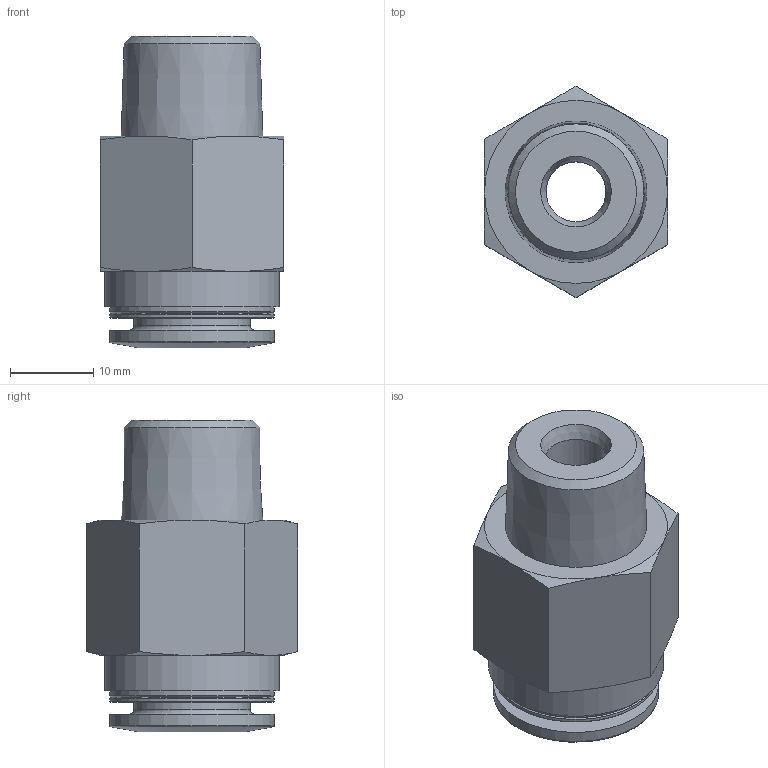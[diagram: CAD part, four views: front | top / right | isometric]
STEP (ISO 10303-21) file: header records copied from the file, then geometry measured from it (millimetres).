
FILE_DESCRIPTION(/* description */ ('STEP AP214'),/* implementation_level */ '2;1');
FILE_NAME(/* name */ '133049_NPQP-D-R38-Q12-FD-P10',/* time_stamp */ '2024-09-13T07:28:32+02:00',/* author */ ('License CC BY-ND 4.0'),/* organization */ ('CADENAS'),/* preprocessor_version */ 'ST-DEVELOPER v19.3',/* originating_system */ 'PARTsolutions',/* authorisation */ ' ');
FILE_SCHEMA (('AUTOMOTIVE_DESIGN {1 0 10303 214 3 1 1}'));
Length unit declared in the file: millimetre
Products named in the file (1): 133049 NPQP-D-R38-Q12-FD-P10
Bounding box: 22 x 25.4 x 37.44 mm (x, y, z)
Volume: 8873.4 mm3; surface area: 4562.9 mm2
Topology: 1 solids, 1 shells, 43 faces, 84 edges, 48 vertices
Faces by surface type: cone 20, plane 13, cylinder 7, torus 3
Full cylindrical faces by diameter (mm): 7.2 x1, 12 x1, 14 x1, 19.8 x3, 21 x1
Entity records: 1050 total; most frequent: CARTESIAN_POINT 230, DIRECTION 166, ORIENTED_EDGE 132, AXIS2_PLACEMENT_3D 80, EDGE_LOOP 68, FACE_BOUND 68, EDGE_CURVE 66, VERTEX_POINT 48
